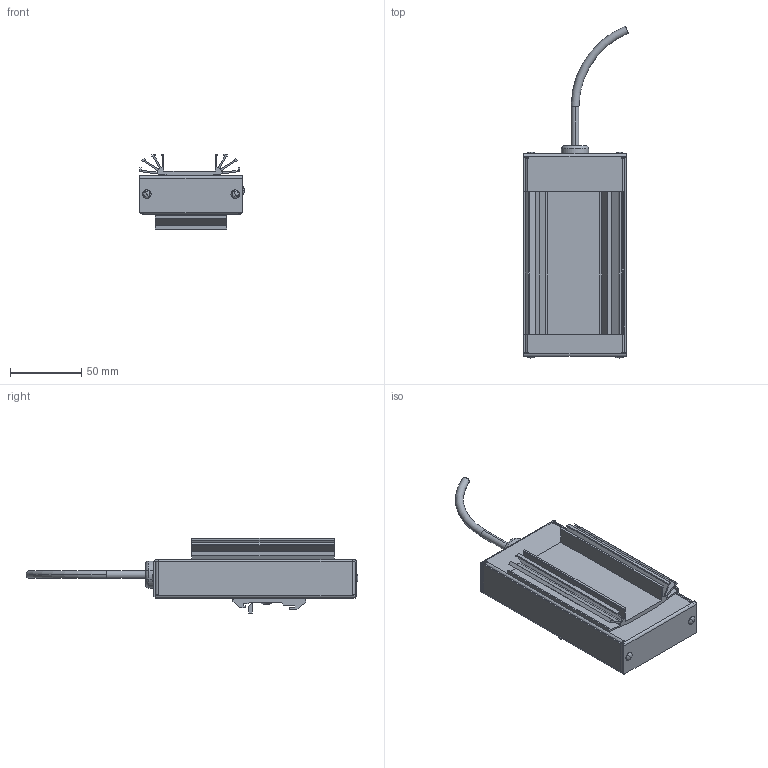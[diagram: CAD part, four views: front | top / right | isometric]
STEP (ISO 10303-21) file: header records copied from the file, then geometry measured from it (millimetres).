
FILE_DESCRIPTION (( 'STEP AP203' ), '1' );
FILE_NAME ('LM-Therm-AL_m.Schnappbef.STEP', '2009-08-28T08:30:26', ( 'Achter Elektronik' ), ( 'Achter Elektronik' ), 'SwSTEP 2.0', 'SolidWorks 2009', '' );
FILE_SCHEMA (( 'CONFIG_CONTROL_DESIGN' ));
Length unit declared in the file: millimetre
Products named in the file (9): Schnappbefestigung_Kunststoff_Default; LM-Therm-AL_m.Schnappbef; INT40.0191_Vorderteil_LM_Therm_Default; INT40.0192_Rückwand_LM-Therm_Default; INT40.0007_A0_K黨lk鰎per_Default; Heyco-1217-1218_1217; Niete3,2x6_Default; Kabelstück_Default; Niete4,6x13_Default
Assembly tree (12 placements, depth 2):
  LM-Therm-AL_m.Schnappbef
    INT40.0192_Rückwand_LM-Therm_Default
    Niete4,6x13_Default  x2
    Niete3,2x6_Default  x4
    Heyco-1217-1218_1217
    INT40.0191_Vorderteil_LM_Therm_Default
    INT40.0007_A0_K黨lk鰎per_Default
    Schnappbefestigung_Kunststoff_Default
    Kabelstück_Default
Bounding box: 73.35 x 232.77 x 53 mm (x, y, z)
Volume: 77045.1 mm3; surface area: 111498.7 mm2
Topology: 12 solids, 12 shells, 402 faces, 992 edges, 601 vertices
Faces by surface type: plane 230, cylinder 116, torus 41, bspline 10, cone 5
Entity records: 12299 total; most frequent: CARTESIAN_POINT 2604, DIRECTION 1798, ORIENTED_EDGE 1776, EDGE_CURVE 888, VECTOR 640, LINE 640, AXIS2_PLACEMENT_3D 579, VERTEX_POINT 553
